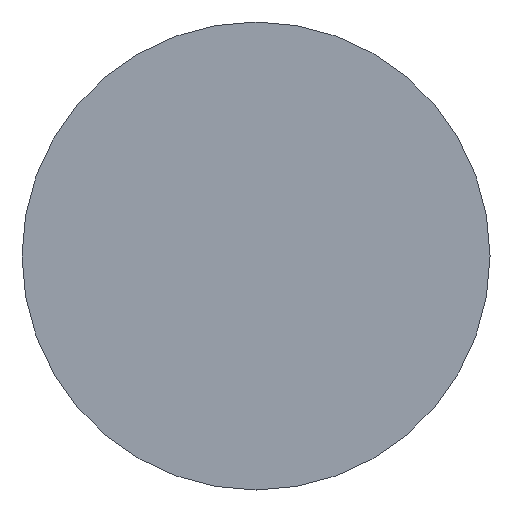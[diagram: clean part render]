
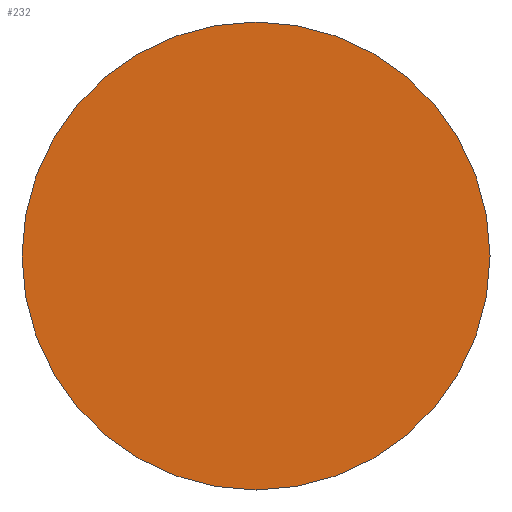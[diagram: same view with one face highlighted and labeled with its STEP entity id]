
A CAD part, front view. The second image highlights one B-rep face of the part: STEP entity #232.
In plain terms, the highlighted planar face has unit normal (0, -1, 0).
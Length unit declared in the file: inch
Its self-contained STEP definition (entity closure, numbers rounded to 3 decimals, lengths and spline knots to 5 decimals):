
#1 = DIRECTION ( 'NONE',  ( 0., -1., 0. ) ) ;
#32 = EDGE_LOOP ( 'NONE', ( #283, #206 ) ) ;
#33 = DIRECTION ( 'NONE',  ( 0., 0., -1. ) ) ;
#35 = DIRECTION ( 'NONE',  ( 0., -1., 0. ) ) ;
#36 = EDGE_CURVE ( 'NONE', #194, #192, #65, .T. ) ;
#41 = DIRECTION ( 'NONE',  ( 0., 0., -1. ) ) ;
#65 = CIRCLE ( 'NONE', #116, 0.09375 ) ;
#67 = CARTESIAN_POINT ( 'NONE',  ( 0., 0., 0.09375 ) ) ;
#116 = AXIS2_PLACEMENT_3D ( 'NONE', #254, #119, #33 ) ;
#117 = PLANE ( 'NONE',  #228 ) ;
#119 = DIRECTION ( 'NONE',  ( 0., -1., 0. ) ) ;
#152 = CARTESIAN_POINT ( 'NONE',  ( 0., 0., 0. ) ) ;
#160 = FACE_OUTER_BOUND ( 'NONE', #32, .T. ) ;
#185 = CARTESIAN_POINT ( 'NONE',  ( 0., 0., -0.09375 ) ) ;
#192 = VERTEX_POINT ( 'NONE', #67 ) ;
#194 = VERTEX_POINT ( 'NONE', #185 ) ;
#206 = ORIENTED_EDGE ( 'NONE', *, *, #308, .T. ) ;
#207 = CIRCLE ( 'NONE', #307, 0.09375 ) ;
#209 = CARTESIAN_POINT ( 'NONE',  ( 0., 0., 0. ) ) ;
#228 = AXIS2_PLACEMENT_3D ( 'NONE', #209, #1, #273 ) ;
#232 = ADVANCED_FACE ( 'NONE', ( #160 ), #117, .T. ) ;
#254 = CARTESIAN_POINT ( 'NONE',  ( 0., 0., 0. ) ) ;
#273 = DIRECTION ( 'NONE',  ( 0., 0., -1. ) ) ;
#283 = ORIENTED_EDGE ( 'NONE', *, *, #36, .T. ) ;
#307 = AXIS2_PLACEMENT_3D ( 'NONE', #152, #35, #41 ) ;
#308 = EDGE_CURVE ( 'NONE', #192, #194, #207, .T. ) ;
